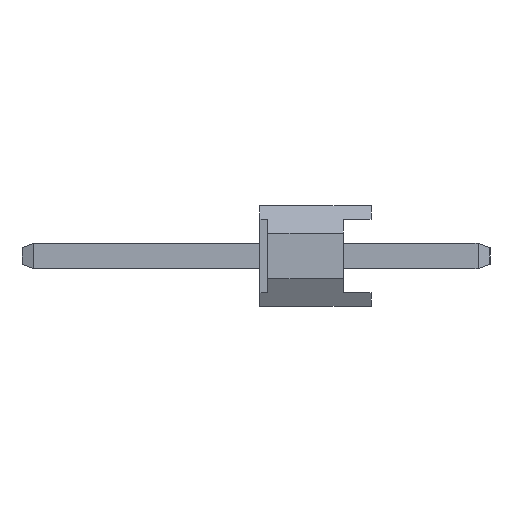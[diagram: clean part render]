
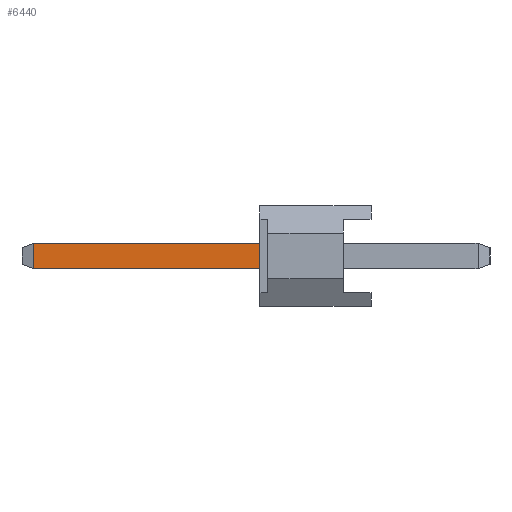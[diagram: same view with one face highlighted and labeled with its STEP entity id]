
A CAD part, left-side view. The second image highlights one B-rep face of the part: STEP entity #6440.
In plain terms, the highlighted planar face has unit normal (-1, 0, 0).
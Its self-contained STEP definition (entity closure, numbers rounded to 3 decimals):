
#1212 = DIRECTION ( 'NONE',  ( 0., 0., -1. ) ) ;
#1213 = DIRECTION ( 'NONE',  ( 1., 0., 0. ) ) ;
#1227 = FACE_OUTER_BOUND ( 'NONE', #6579, .T. ) ;
#1242 = PLANE ( 'NONE',  #1265 ) ;
#1264 = CARTESIAN_POINT ( 'NONE',  ( -23.18, 8.8, -0.32 ) ) ;
#1265 = AXIS2_PLACEMENT_3D ( 'NONE', #1264, #1213, #1212 ) ;
#1276 = DIRECTION ( 'NONE',  ( 0., 0., -1. ) ) ;
#1277 = VECTOR ( 'NONE', #1276, 1000. ) ;
#1278 = CARTESIAN_POINT ( 'NONE',  ( -23.18, 8.5, -0.32 ) ) ;
#1279 = CARTESIAN_POINT ( 'NONE',  ( -23.18, 8.5, -0.32 ) ) ;
#1280 = DIRECTION ( 'NONE',  ( 0., -1., 0. ) ) ;
#1281 = VECTOR ( 'NONE', #1280, 1000. ) ;
#1282 = CARTESIAN_POINT ( 'NONE',  ( -23.18, 8.8, 0.32 ) ) ;
#1283 = CARTESIAN_POINT ( 'NONE',  ( -23.18, 8.5, 0.32 ) ) ;
#1284 = DIRECTION ( 'NONE',  ( 0., -1., 0. ) ) ;
#1285 = VECTOR ( 'NONE', #1284, 1000. ) ;
#1286 = CARTESIAN_POINT ( 'NONE',  ( -23.18, 8.8, -0.32 ) ) ;
#1287 = LINE ( 'NONE', #1286, #1285 ) ;
#1288 = LINE ( 'NONE', #1278, #1277 ) ;
#1289 = LINE ( 'NONE', #1282, #1281 ) ;
#3114 = EDGE_CURVE ( 'NONE', #3132, #3141, #9971, .T. ) ;
#3132 = VERTEX_POINT ( 'NONE', #9791 ) ;
#3141 = VERTEX_POINT ( 'NONE', #9761 ) ;
#6440 = ADVANCED_FACE ( 'NONE', ( #1227 ), #1242, .F. ) ;
#6460 = ORIENTED_EDGE ( 'NONE', *, *, #6462, .F. ) ;
#6462 = EDGE_CURVE ( 'NONE', #6463, #3141, #1289, .T. ) ;
#6463 = VERTEX_POINT ( 'NONE', #1283 ) ;
#6464 = ORIENTED_EDGE ( 'NONE', *, *, #6465, .T. ) ;
#6465 = EDGE_CURVE ( 'NONE', #6463, #6466, #1288, .T. ) ;
#6466 = VERTEX_POINT ( 'NONE', #1279 ) ;
#6468 = ORIENTED_EDGE ( 'NONE', *, *, #6469, .T. ) ;
#6469 = EDGE_CURVE ( 'NONE', #6466, #3132, #1287, .T. ) ;
#6474 = ORIENTED_EDGE ( 'NONE', *, *, #3114, .T. ) ;
#6579 = EDGE_LOOP ( 'NONE', ( #6460, #6464, #6468, #6474 ) ) ;
#9761 = CARTESIAN_POINT ( 'NONE',  ( -23.18, 2.8, 0.32 ) ) ;
#9791 = CARTESIAN_POINT ( 'NONE',  ( -23.18, 2.8, -0.32 ) ) ;
#9968 = DIRECTION ( 'NONE',  ( 0., 0., 1. ) ) ;
#9969 = VECTOR ( 'NONE', #9968, 1000. ) ;
#9970 = CARTESIAN_POINT ( 'NONE',  ( -23.18, 2.8, -1.27 ) ) ;
#9971 = LINE ( 'NONE', #9970, #9969 ) ;
